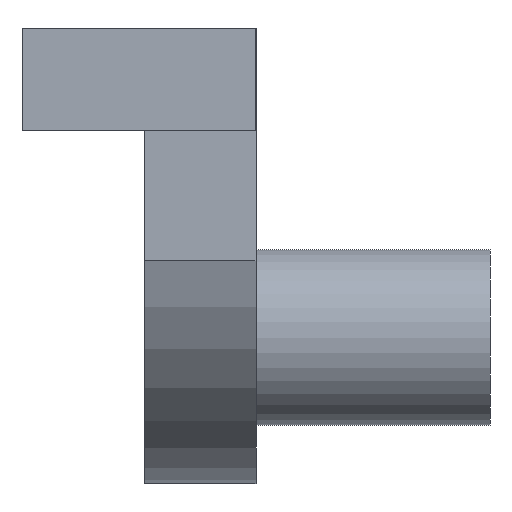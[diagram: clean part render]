
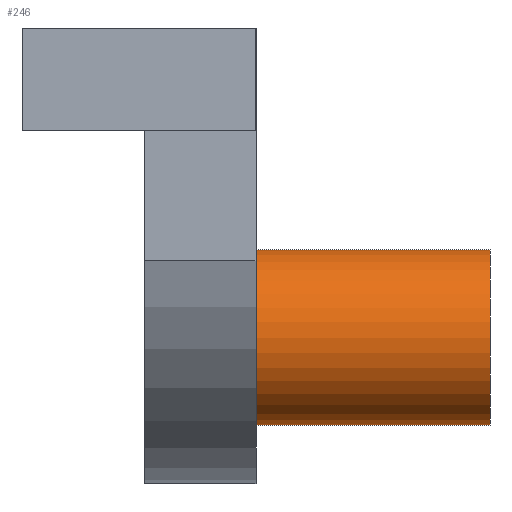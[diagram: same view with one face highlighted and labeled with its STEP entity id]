
A CAD part, left-side view. The second image highlights one B-rep face of the part: STEP entity #246.
In plain terms, the highlighted cylindrical face has radius 1.5 mm (diameter 3 mm), a full revolution.
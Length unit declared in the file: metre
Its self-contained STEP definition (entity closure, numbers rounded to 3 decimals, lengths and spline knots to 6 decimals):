
#15=CYLINDRICAL_SURFACE('',#280,0.0015);
#117=ORIENTED_EDGE('',*,*,#149,.F.);
#118=ORIENTED_EDGE('',*,*,#120,.T.);
#120=EDGE_CURVE('',#150,#150,#172,.T.);
#149=EDGE_CURVE('',#171,#171,#179,.T.);
#150=VERTEX_POINT('',#354);
#171=VERTEX_POINT('',#416);
#172=CIRCLE('',#262,0.0015);
#179=CIRCLE('',#281,0.0015);
#199=EDGE_LOOP('',(#117));
#200=EDGE_LOOP('',(#118));
#221=FACE_BOUND('',#199,.T.);
#222=FACE_BOUND('',#200,.T.);
#246=ADVANCED_FACE('',(#221,#222),#15,.T.);
#262=AXIS2_PLACEMENT_3D('',#353,#287,#288);
#280=AXIS2_PLACEMENT_3D('',#414,#345,#346);
#281=AXIS2_PLACEMENT_3D('',#415,#347,#348);
#287=DIRECTION('',(0.,-1.,0.));
#288=DIRECTION('',(0.,0.,-1.));
#345=DIRECTION('',(0.,1.,0.));
#346=DIRECTION('',(0.,0.,1.));
#347=DIRECTION('',(0.,-1.,0.));
#348=DIRECTION('',(0.,0.,-1.));
#353=CARTESIAN_POINT('',(0.0122,-0.004,0.003212));
#354=CARTESIAN_POINT('',(0.0122,-0.004,0.001712));
#414=CARTESIAN_POINT('',(0.0122,-0.008,0.003212));
#415=CARTESIAN_POINT('',(0.0122,-0.008,0.003212));
#416=CARTESIAN_POINT('',(0.0122,-0.008,0.001712));
